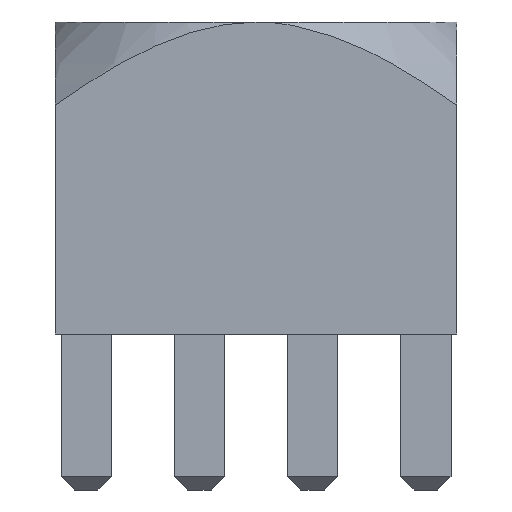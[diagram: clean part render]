
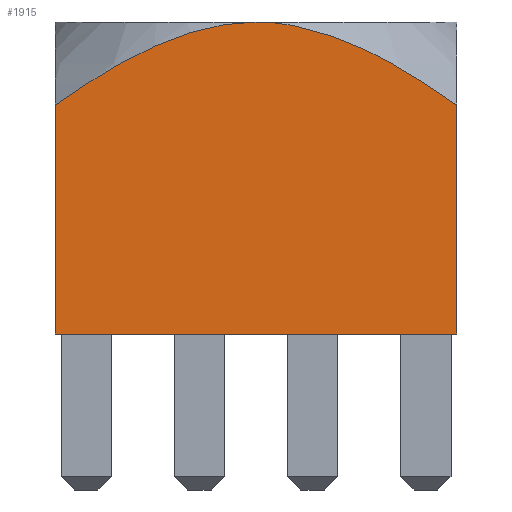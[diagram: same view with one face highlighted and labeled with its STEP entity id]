
A CAD part, front view. The second image highlights one B-rep face of the part: STEP entity #1915.
In plain terms, the highlighted planar face has unit normal (0, -1, 0).
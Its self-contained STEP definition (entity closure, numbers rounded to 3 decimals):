
#22=LINE('',#2482,#190);
#23=LINE('',#2496,#191);
#24=LINE('',#2498,#192);
#190=VECTOR('',#2105,1000.);
#191=VECTOR('',#2106,1000.);
#192=VECTOR('',#2107,1000.);
#358=PLANE('',#2006);
#437=B_SPLINE_CURVE_WITH_KNOTS('',3,(#2470,#2471,#2472,#2473,#2474,#2475,
#2476,#2477,#2478,#2479,#2480),.UNSPECIFIED.,.F.,.F.,(4,1,1,1,1,1,1,1,4),
(0.,0.25,0.375,0.438,0.5,0.563,0.625,0.75,1.),.UNSPECIFIED.);
#438=B_SPLINE_CURVE_WITH_KNOTS('',3,(#2485,#2486,#2487,#2488,#2489,#2490,
#2491,#2492,#2493,#2494,#2495),.UNSPECIFIED.,.F.,.F.,(4,1,1,1,1,1,1,1,4),
(0.,0.25,0.375,0.438,0.5,0.563,0.625,0.75,1.),.UNSPECIFIED.);
#447=ORIENTED_EDGE('',*,*,#815,.F.);
#448=ORIENTED_EDGE('',*,*,#816,.T.);
#449=ORIENTED_EDGE('',*,*,#814,.T.);
#450=ORIENTED_EDGE('',*,*,#817,.T.);
#451=ORIENTED_EDGE('',*,*,#818,.T.);
#814=EDGE_CURVE('',#997,#998,#437,.T.);
#815=EDGE_CURVE('',#999,#1000,#22,.T.);
#816=EDGE_CURVE('',#999,#997,#438,.T.);
#817=EDGE_CURVE('',#998,#1001,#23,.T.);
#818=EDGE_CURVE('',#1001,#1000,#24,.T.);
#997=VERTEX_POINT('',#2457);
#998=VERTEX_POINT('',#2469);
#999=VERTEX_POINT('',#2483);
#1000=VERTEX_POINT('',#2484);
#1001=VERTEX_POINT('',#2497);
#1117=EDGE_LOOP('',(#447,#448,#449,#450,#451));
#1215=FACE_BOUND('',#1117,.T.);
#1915=ADVANCED_FACE('',(#1215),#358,.F.);
#2006=AXIS2_PLACEMENT_3D('',#2481,#2103,#2104);
#2103=DIRECTION('',(0.,1.,0.));
#2104=DIRECTION('',(1.,0.,0.));
#2105=DIRECTION('',(0.,0.,-1.));
#2106=DIRECTION('',(0.,0.,-1.));
#2107=DIRECTION('',(1.,0.,0.));
#2457=CARTESIAN_POINT('',(0.,-4.5,7.));
#2469=CARTESIAN_POINT('',(-4.5,-4.5,5.136));
#2470=CARTESIAN_POINT('',(0.,-4.5,7.));
#2471=CARTESIAN_POINT('',(-0.369,-4.5,7.));
#2472=CARTESIAN_POINT('',(-0.941,-4.5,6.927));
#2473=CARTESIAN_POINT('',(-1.657,-4.5,6.707));
#2474=CARTESIAN_POINT('',(-2.063,-4.5,6.551));
#2475=CARTESIAN_POINT('',(-2.413,-4.5,6.396));
#2476=CARTESIAN_POINT('',(-2.614,-4.5,6.297));
#2477=CARTESIAN_POINT('',(-2.949,-4.5,6.124));
#2478=CARTESIAN_POINT('',(-3.538,-4.5,5.788));
#2479=CARTESIAN_POINT('',(-4.103,-4.5,5.417));
#2480=CARTESIAN_POINT('',(-4.5,-4.5,5.136));
#2481=CARTESIAN_POINT('',(-4.5,-4.5,7.));
#2482=CARTESIAN_POINT('',(4.5,-4.5,7.));
#2483=CARTESIAN_POINT('',(4.5,-4.5,5.136));
#2484=CARTESIAN_POINT('',(4.5,-4.5,0.));
#2485=CARTESIAN_POINT('',(4.5,-4.5,5.136));
#2486=CARTESIAN_POINT('',(4.104,-4.5,5.416));
#2487=CARTESIAN_POINT('',(3.541,-4.5,5.786));
#2488=CARTESIAN_POINT('',(2.954,-4.5,6.122));
#2489=CARTESIAN_POINT('',(2.62,-4.5,6.295));
#2490=CARTESIAN_POINT('',(2.421,-4.5,6.393));
#2491=CARTESIAN_POINT('',(2.069,-4.5,6.549));
#2492=CARTESIAN_POINT('',(1.662,-4.5,6.705));
#2493=CARTESIAN_POINT('',(0.943,-4.5,6.927));
#2494=CARTESIAN_POINT('',(0.37,-4.5,7.));
#2495=CARTESIAN_POINT('',(0.,-4.5,7.));
#2496=CARTESIAN_POINT('',(-4.5,-4.5,7.));
#2497=CARTESIAN_POINT('',(-4.5,-4.5,0.));
#2498=CARTESIAN_POINT('',(-4.5,-4.5,0.));
